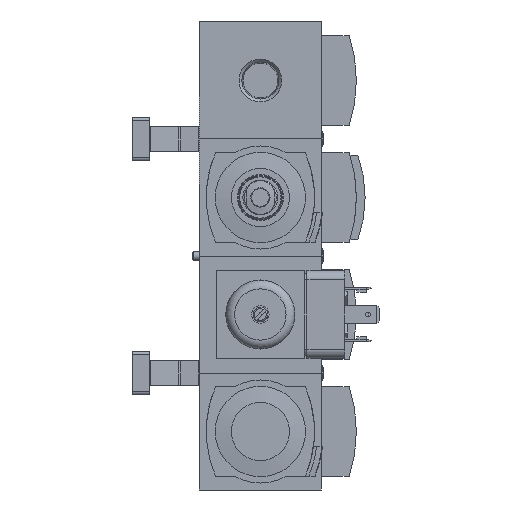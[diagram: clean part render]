
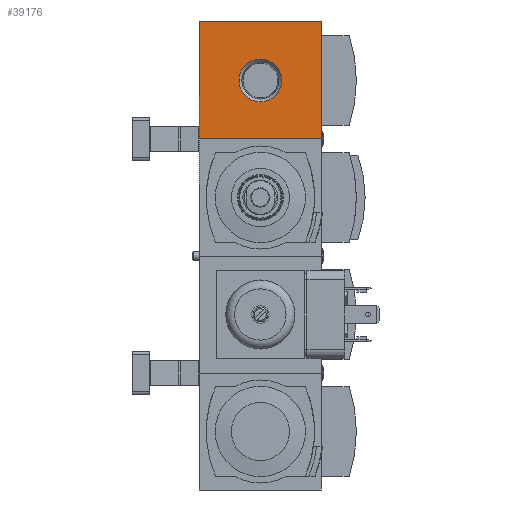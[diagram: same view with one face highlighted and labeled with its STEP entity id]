
A CAD part, front view. The second image highlights one B-rep face of the part: STEP entity #39176.
In plain terms, the highlighted planar face has unit normal (0, -1, 0).
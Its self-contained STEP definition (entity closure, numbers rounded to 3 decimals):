
#406=PLANE('',#41007);
#1570=LINE('',#52277,#4878);
#1676=LINE('',#52499,#4984);
#1691=LINE('',#52537,#4999);
#1761=LINE('',#52785,#5069);
#4878=VECTOR('',#43564,1000.);
#4984=VECTOR('',#43736,1000.);
#4999=VECTOR('',#43765,1000.);
#5069=VECTOR('',#43965,1000.);
#8942=ORIENTED_EDGE('',*,*,#17733,.F.);
#8943=ORIENTED_EDGE('',*,*,#17335,.F.);
#8944=ORIENTED_EDGE('',*,*,#17449,.F.);
#8945=ORIENTED_EDGE('',*,*,#17590,.F.);
#8946=ORIENTED_EDGE('',*,*,#17469,.F.);
#17335=EDGE_CURVE('',#21803,#21804,#1570,.T.);
#17449=EDGE_CURVE('',#21886,#21803,#1676,.T.);
#17469=EDGE_CURVE('',#21804,#21903,#1691,.T.);
#17590=EDGE_CURVE('',#21903,#21886,#1761,.T.);
#17733=EDGE_CURVE('',#22130,#22130,#24847,.T.);
#21803=VERTEX_POINT('',#52276);
#21804=VERTEX_POINT('',#52278);
#21886=VERTEX_POINT('',#52498);
#21903=VERTEX_POINT('',#52538);
#22130=VERTEX_POINT('',#53069);
#24847=CIRCLE('',#41008,7.33);
#25707=EDGE_LOOP('',(#8942));
#25708=EDGE_LOOP('',(#8943,#8944,#8945,#8946));
#27653=FACE_BOUND('',#25707,.T.);
#27654=FACE_BOUND('',#25708,.T.);
#39176=ADVANCED_FACE('',(#27653,#27654),#406,.F.);
#41007=AXIS2_PLACEMENT_3D('',#53067,#44196,#44197);
#41008=AXIS2_PLACEMENT_3D('',#53068,#44198,#44199);
#43564=DIRECTION('',(0.,0.,1.));
#43736=DIRECTION('',(-1.,0.,0.));
#43765=DIRECTION('',(1.,0.,0.));
#43965=DIRECTION('',(0.,0.,-1.));
#44196=DIRECTION('',(0.,1.,0.));
#44197=DIRECTION('',(0.,0.,1.));
#44198=DIRECTION('',(0.,-1.,0.));
#44199=DIRECTION('',(1.,0.,0.));
#52276=CARTESIAN_POINT('',(-21.,-31.5,-20.1));
#52277=CARTESIAN_POINT('',(-21.,-31.5,-20.1));
#52278=CARTESIAN_POINT('',(-21.,-31.5,20.1));
#52498=CARTESIAN_POINT('',(21.,-31.5,-20.1));
#52499=CARTESIAN_POINT('',(21.,-31.5,-20.1));
#52537=CARTESIAN_POINT('',(-21.,-31.5,20.1));
#52538=CARTESIAN_POINT('',(21.,-31.5,20.1));
#52785=CARTESIAN_POINT('',(21.,-31.5,20.1));
#53067=CARTESIAN_POINT('',(0.,-31.5,0.));
#53068=CARTESIAN_POINT('',(0.,-31.5,0.));
#53069=CARTESIAN_POINT('',(7.33,-31.5,0.));
